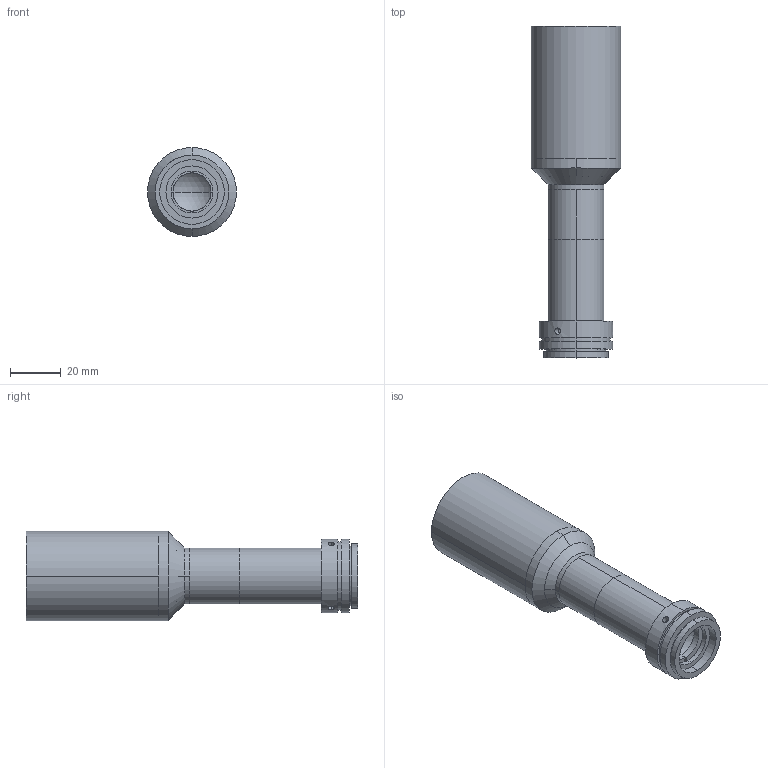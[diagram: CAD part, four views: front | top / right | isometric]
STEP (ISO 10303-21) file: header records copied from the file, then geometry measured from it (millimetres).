
FILE_DESCRIPTION (( 'STEP AP203' ), '1' );
FILE_NAME ('XF-MT05X110.STEP', '2015-07-30T07:24:57', ( 'Lxtx999.CoM' ), ( 'Lxtx999.CoM' ), 'SwSTEP 2.0', 'SolidWorks 2014', '' );
FILE_SCHEMA (( 'CONFIG_CONTROL_DESIGN' ));
Length unit declared in the file: millimetre
Products named in the file (1): XF-MT05X110
Bounding box: 35 x 130.41 x 35 mm (x, y, z)
Surface area: 17584.9 mm2 (no closed solid volume)
Topology: 0 solids, 12 shells, 83 faces, 208 edges, 140 vertices
Faces by surface type: cylinder 44, plane 29, cone 6, sphere 4
Entity records: 2790 total; most frequent: CARTESIAN_POINT 654, DIRECTION 478, ORIENTED_EDGE 360, EDGE_CURVE 208, AXIS2_PLACEMENT_3D 198, VERTEX_POINT 140, CIRCLE 114, EDGE_LOOP 102
